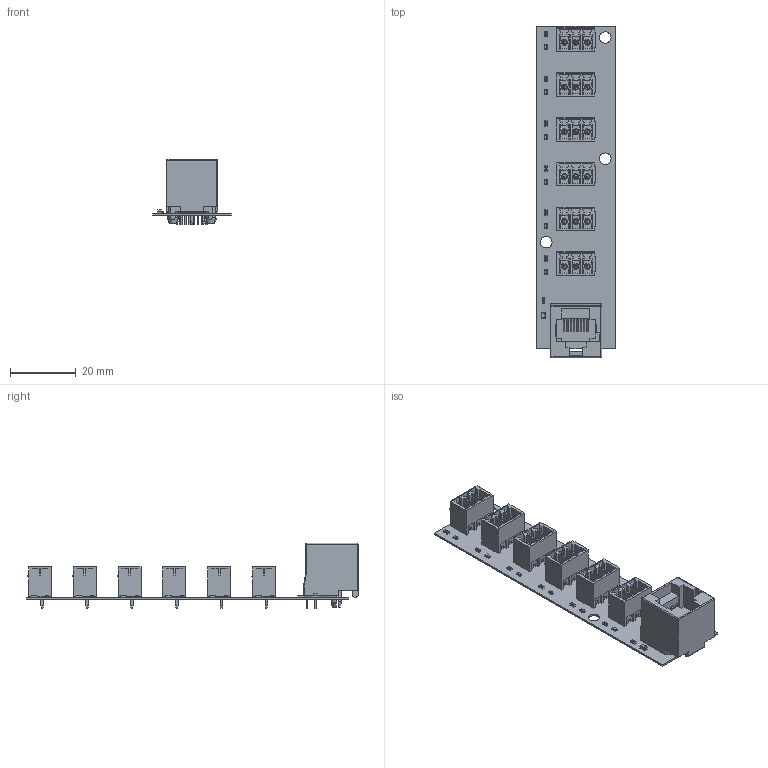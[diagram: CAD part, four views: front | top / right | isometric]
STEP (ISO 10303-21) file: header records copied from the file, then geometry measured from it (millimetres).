
FILE_DESCRIPTION(('Open CASCADE Model'),'2;1');
FILE_NAME('Open CASCADE Shape Model','2022-04-21T22:05:12',('Author'),( 'Open CASCADE'),'Open CASCADE STEP processor 6.8','Open CASCADE 6.8' ,'Unknown');
FILE_SCHEMA(('AUTOMOTIVE_DESIGN { 1 0 10303 214 1 1 1 1 }'));
Length unit declared in the file: millimetre
Products named in the file (38): PCB; Board; Open CASCADE STEP translator 6.8 2.1.1; J23; Conn_TE_Connectivity_5555799-1_eec; plastic; pins_; R84; User_Library-RES_1609-0603; R83; R82; R81; R80; R79; R78; J22; 691321100003; 6913211000xx_PIN; J21; J20; J19; J18; J17; D30; User_Library-LED_0603_R; User_Library-LED_0603_R_Pocket002; User_Library-LED_0603_R_Pad004; User_Library-LED_0603_R_Fillet; User_Library-LED_0603_R_Pocket001; User_Library-LED_0603_R_Pad; D29; D28; D27; D26; D25; D24; User_Library-led_0805
Assembly tree (55 placements, depth 4):
  PCB
    Board
      Open CASCADE STEP translator 6.8 2.1.1
    J23
      Conn_TE_Connectivity_5555799-1_eec
        plastic
        pins_
    R84
      User_Library-RES_1609-0603
    R83
      User_Library-RES_1609-0603
    R82
      User_Library-RES_1609-0603
    R81
      User_Library-RES_1609-0603
    R80
      User_Library-RES_1609-0603
    R79
      User_Library-RES_1609-0603
    R78
      User_Library-RES_1609-0603
    J22
      691321100003
        6913211000xx_PIN  x3
        691321100003
    J21
      691321100003
        6913211000xx_PIN  x3
        691321100003
    J20
      691321100003
        6913211000xx_PIN  x3
        691321100003
    J19
      691321100003
        6913211000xx_PIN  x3
        691321100003
    J18
      691321100003
        6913211000xx_PIN  x3
        691321100003
    J17
      691321100003
        6913211000xx_PIN  x3
        691321100003
    D30
      User_Library-LED_0603_R
        User_Library-LED_0603_R_Pocket002
        User_Library-LED_0603_R_Pad004
        User_Library-LED_0603_R_Fillet
        User_Library-LED_0603_R_Pocket001
        User_Library-LED_0603_R_Pad
    D29
      User_Library-LED_0603_R
        User_Library-LED_0603_R_Pocket002
        User_Library-LED_0603_R_Pad004
        User_Library-LED_0603_R_Fillet
        User_Library-LED_0603_R_Pocket001
        User_Library-LED_0603_R_Pad
    D28
Bounding box: 23.88 x 101.36 x 20.07 mm (x, y, z)
Volume: 5925.1 mm3; surface area: 14906.2 mm2
Topology: 80 solids, 86 shells, 2567 faces, 6653 edges, 4344 vertices
Faces by surface type: plane 2014, bspline 362, cylinder 165, torus 18, cone 4, sphere 4
Full cylindrical faces by diameter (mm): 0.89 x8, 1.4 x18, 1.8 x18, 3.25 x2, 3.5 x3
Entity records: 30395 total; most frequent: CARTESIAN_POINT 8235, ORIENTED_EDGE 4202, DIRECTION 3482, EDGE_CURVE 2102, LINE 1684, VECTOR 1684, VERTEX_POINT 1384, AXIS2_PLACEMENT_3D 899
